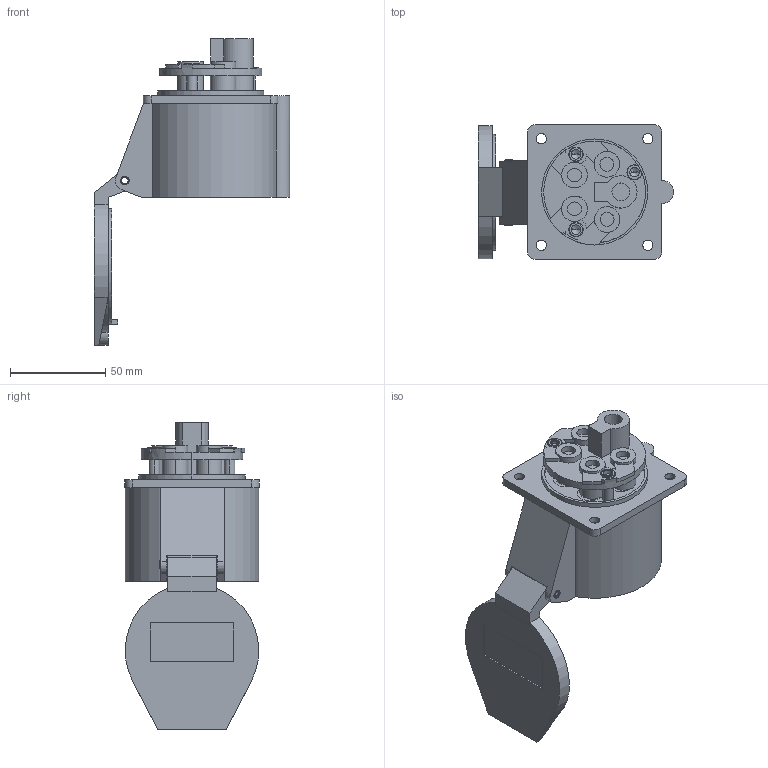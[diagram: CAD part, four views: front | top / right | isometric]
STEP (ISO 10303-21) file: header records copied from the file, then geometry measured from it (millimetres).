
FILE_DESCRIPTION (( 'STEP AP214' ), '1' );
FILE_NAME ('装配体2.STEP', '2025-10-15T02:01:33', ( '微软用户' ), ( '微软中国' ), 'SwSTEP 2.0', 'SolidWorks 2024', '' );
FILE_SCHEMA (( 'AUTOMOTIVE_DESIGN' ));
Length unit declared in the file: millimetre
Products named in the file (4): FNP2-3251; 11; 装配体2; FNP2-325
Assembly tree (3 placements, depth 2):
  装配体2
    11
    FNP2-3251
    FNP2-325
Bounding box: 102.7 x 70.7 x 161.46 mm (x, y, z)
Volume: 180341.6 mm3; surface area: 89159.9 mm2
Topology: 19 solids, 19 shells, 309 faces, 717 edges, 465 vertices
Faces by surface type: cylinder 154, plane 125, cone 16, torus 14
Entity records: 9246 total; most frequent: DIRECTION 1701, CARTESIAN_POINT 1541, ORIENTED_EDGE 1422, EDGE_CURVE 711, AXIS2_PLACEMENT_3D 683, VERTEX_POINT 465, EDGE_LOOP 372, CIRCLE 368
